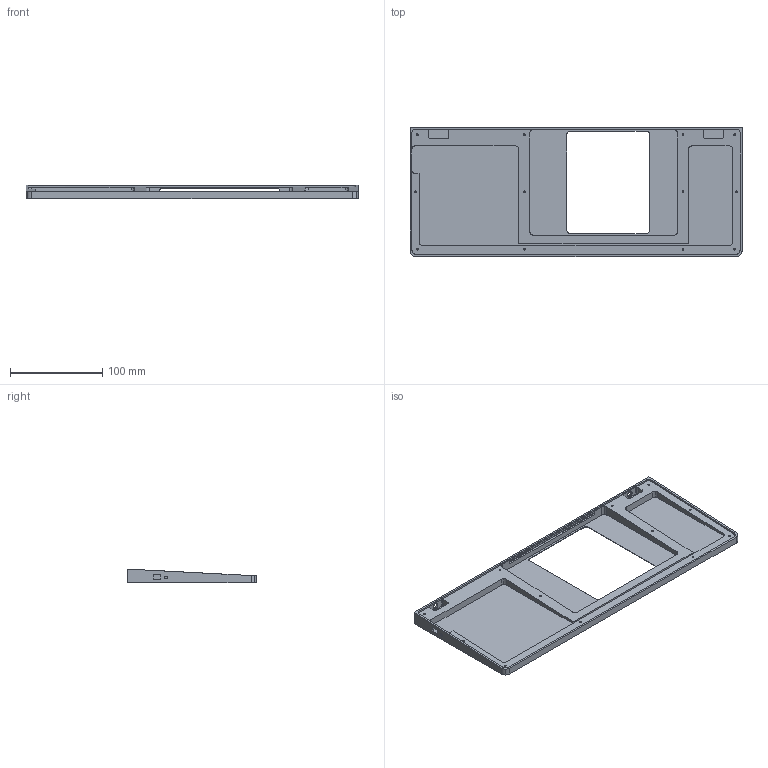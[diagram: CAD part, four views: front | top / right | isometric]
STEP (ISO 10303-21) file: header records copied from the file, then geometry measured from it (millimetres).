
FILE_DESCRIPTION((''),'2;1');
FILE_NAME('忒迖2.stp','2016-09-13T00:05:11',('liaojie'),(''),'Autodesk Inventor (R) 6.0','Autodesk Inventor (R) 6.0','');
FILE_SCHEMA(('AUTOMOTIVE_DESIGN { 1 0 10303 214 1 1 1 1 }'));
Length unit declared in the file: millimetre
Products named in the file (1): 忒迖2
Bounding box: 360 x 140 x 15 mm (x, y, z)
Volume: 215584.9 mm3; surface area: 105380.1 mm2
Topology: 1 solids, 1 shells, 196 faces, 525 edges, 322 vertices
Faces by surface type: cylinder 68, plane 64, bspline 48, cone 16
Entity records: 6628 total; most frequent: CARTESIAN_POINT 1836, ORIENTED_EDGE 1002, DIRECTION 999, EDGE_CURVE 501, AXIS2_PLACEMENT_3D 349, VERTEX_POINT 322, VECTOR 301, LINE 301
